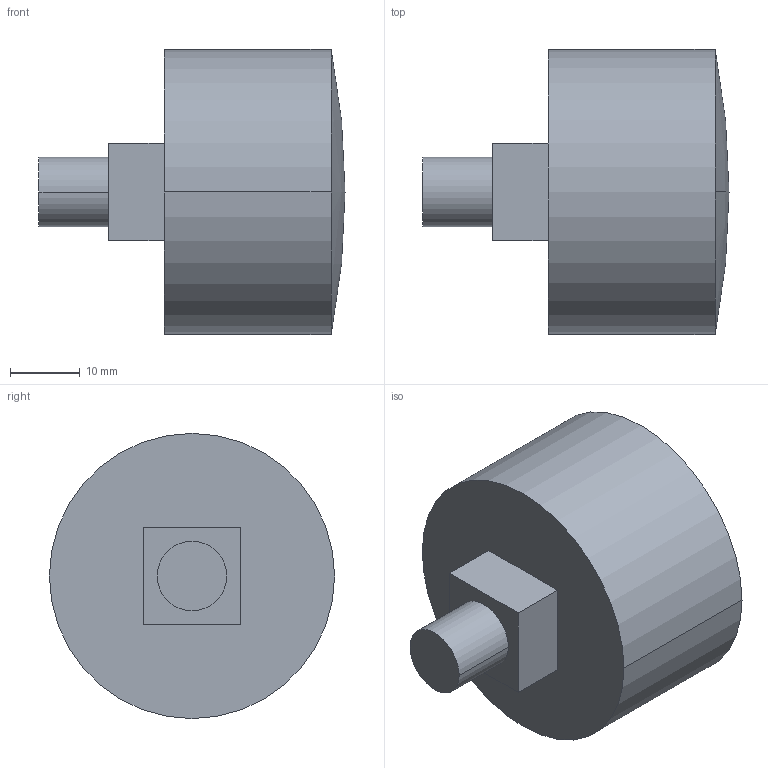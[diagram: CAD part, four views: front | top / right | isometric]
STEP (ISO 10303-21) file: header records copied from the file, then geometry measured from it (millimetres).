
FILE_DESCRIPTION((''),'2;1');
FILE_NAME('17070A_.stp','2003-06-16T14:42:25',('maffial1'),(''),'Autodesk Inventor 7','Autodesk Inventor 7','');
FILE_SCHEMA(('AUTOMOTIVE_DESIGN { 1 0 10303 214 1 1 1 1 }'));
Length unit declared in the file: millimetre
Products named in the file (1): 17070A_
Bounding box: 44 x 41 x 41 mm (x, y, z)
Volume: 35363.9 mm3; surface area: 6506.6 mm2
Topology: 1 solids, 1 shells, 13 faces, 27 edges, 18 vertices
Faces by surface type: plane 7, cylinder 4, sphere 2
Entity records: 375 total; most frequent: DIRECTION 66, CARTESIAN_POINT 59, ORIENTED_EDGE 54, EDGE_CURVE 27, AXIS2_PLACEMENT_3D 25, VERTEX_POINT 18, VECTOR 16, LINE 16
